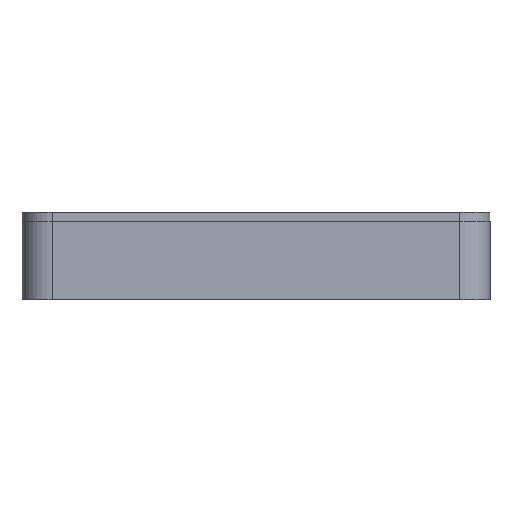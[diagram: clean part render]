
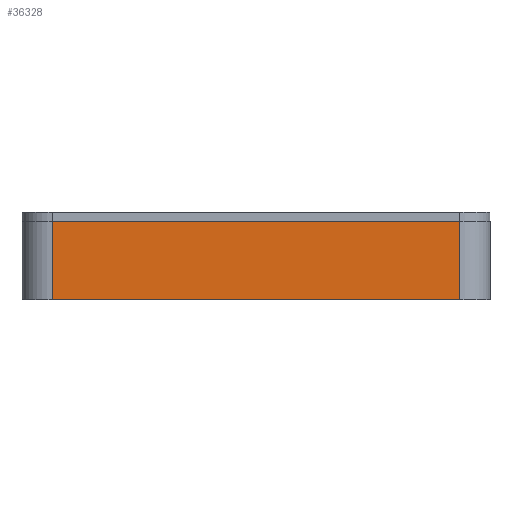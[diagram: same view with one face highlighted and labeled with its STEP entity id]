
A CAD part, front view. The second image highlights one B-rep face of the part: STEP entity #36328.
In plain terms, the highlighted planar face has unit normal (0, -1, 0).
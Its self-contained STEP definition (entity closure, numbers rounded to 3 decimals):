
#4888=FACE_OUTER_BOUND('',#7164,.T.);
#7164=EDGE_LOOP('',(#33235,#33236,#33237,#33238));
#10967=LINE('',#61546,#14790);
#10981=LINE('',#61585,#14804);
#10987=LINE('',#61601,#14810);
#11000=LINE('',#61647,#14823);
#14790=VECTOR('',#49315,10.);
#14804=VECTOR('',#49353,10.);
#14810=VECTOR('',#49371,10.);
#14823=VECTOR('',#49426,10.);
#18622=VERTEX_POINT('',#61543);
#18623=VERTEX_POINT('',#61545);
#18636=VERTEX_POINT('',#61583);
#18640=VERTEX_POINT('',#61600);
#23819=EDGE_CURVE('',#18622,#18623,#10967,.T.);
#23839=EDGE_CURVE('',#18636,#18622,#10981,.T.);
#23846=EDGE_CURVE('',#18623,#18640,#10987,.T.);
#23869=EDGE_CURVE('',#18640,#18636,#11000,.T.);
#33235=ORIENTED_EDGE('',*,*,#23839,.F.);
#33236=ORIENTED_EDGE('',*,*,#23869,.F.);
#33237=ORIENTED_EDGE('',*,*,#23846,.F.);
#33238=ORIENTED_EDGE('',*,*,#23819,.F.);
#34518=PLANE('',#39582);
#36328=ADVANCED_FACE('',(#4888),#34518,.T.);
#39582=AXIS2_PLACEMENT_3D('',#61646,#49424,#49425);
#49315=DIRECTION('',(1.,0.,0.));
#49353=DIRECTION('',(0.,0.,1.));
#49371=DIRECTION('',(0.,0.,-1.));
#49424=DIRECTION('center_axis',(0.,-1.,0.));
#49425=DIRECTION('ref_axis',(1.,0.,0.));
#49426=DIRECTION('',(-1.,0.,0.));
#61543=CARTESIAN_POINT('',(-33.533,-46.418,13.));
#61545=CARTESIAN_POINT('',(34.002,-46.418,13.));
#61546=CARTESIAN_POINT('',(39.002,-46.418,13.));
#61583=CARTESIAN_POINT('',(-33.533,-46.418,0.));
#61585=CARTESIAN_POINT('',(-33.533,-46.418,0.));
#61600=CARTESIAN_POINT('',(34.002,-46.418,0.));
#61601=CARTESIAN_POINT('',(34.002,-46.418,0.));
#61646=CARTESIAN_POINT('Origin',(-38.533,-46.418,0.));
#61647=CARTESIAN_POINT('',(39.002,-46.418,0.));
